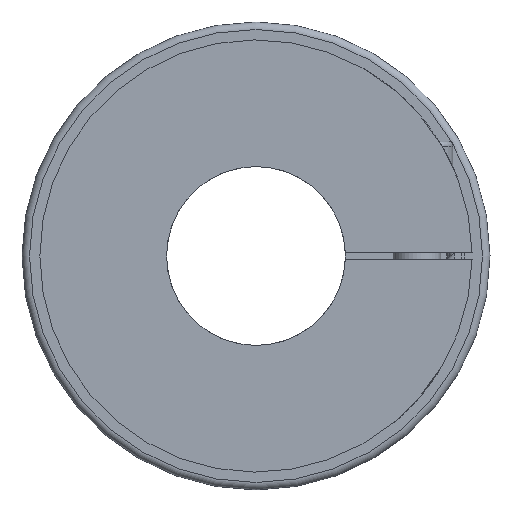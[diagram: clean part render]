
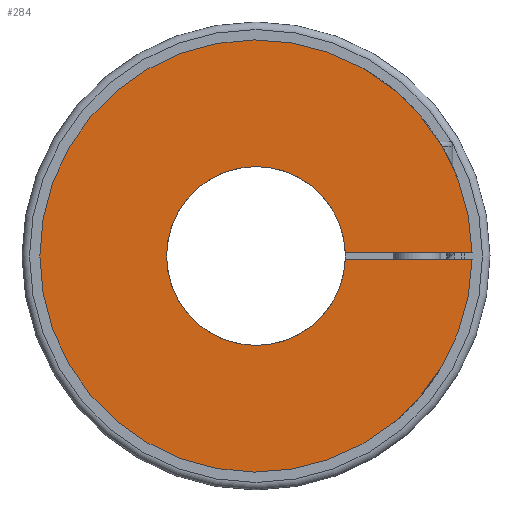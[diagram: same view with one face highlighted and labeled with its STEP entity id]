
A CAD part, left-side view. The second image highlights one B-rep face of the part: STEP entity #284.
In plain terms, the highlighted planar face has unit normal (-1, 0, 0).
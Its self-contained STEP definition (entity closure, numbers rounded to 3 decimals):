
#284 = ADVANCED_FACE( '', ( #657 ), #658, .F. );
#657 = FACE_OUTER_BOUND( '', #1096, .T. );
#658 = PLANE( '', #1097 );
#1096 = EDGE_LOOP( '', ( #1780, #1781, #1782, #1783 ) );
#1097 = AXIS2_PLACEMENT_3D( '', #1784, #1785, #1786 );
#1780 = ORIENTED_EDGE( '', *, *, #2222, .T. );
#1781 = ORIENTED_EDGE( '', *, *, #2206, .F. );
#1782 = ORIENTED_EDGE( '', *, *, #2311, .T. );
#1783 = ORIENTED_EDGE( '', *, *, #2109, .T. );
#1784 = CARTESIAN_POINT( '', ( -72.5, 0., 0. ) );
#1785 = DIRECTION( '', ( 1., 0., 0. ) );
#1786 = DIRECTION( '', ( 0., 0., 1. ) );
#2109 = EDGE_CURVE( '', #2426, #2424, #2427, .T. );
#2206 = EDGE_CURVE( '', #2582, #2583, #2584, .T. );
#2222 = EDGE_CURVE( '', #2424, #2583, #2607, .T. );
#2311 = EDGE_CURVE( '', #2582, #2426, #2731, .T. );
#2424 = VERTEX_POINT( '', #3681 );
#2426 = VERTEX_POINT( '', #3684 );
#2427 = CIRCLE( '', #3685, 72.5 );
#2582 = VERTEX_POINT( '', #4143 );
#2583 = VERTEX_POINT( '', #4144 );
#2584 = CIRCLE( '', #4145, 30. );
#2607 = LINE( '', #4173, #4174 );
#2731 = LINE( '', #4876, #4877 );
#3681 = CARTESIAN_POINT( '', ( -72.5, -72.49, -1.2 ) );
#3684 = CARTESIAN_POINT( '', ( -72.5, -72.49, 1.2 ) );
#3685 = AXIS2_PLACEMENT_3D( '', #4997, #4998, #4999 );
#4143 = CARTESIAN_POINT( '', ( -72.5, -29.976, 1.2 ) );
#4144 = CARTESIAN_POINT( '', ( -72.5, -29.976, -1.2 ) );
#4145 = AXIS2_PLACEMENT_3D( '', #5139, #5140, #5141 );
#4173 = CARTESIAN_POINT( '', ( -72.5, -35.98, -1.2 ) );
#4174 = VECTOR( '', #5162, 1000. );
#4876 = CARTESIAN_POINT( '', ( -72.5, -35.98, 1.2 ) );
#4877 = VECTOR( '', #5267, 1000. );
#4997 = CARTESIAN_POINT( '', ( -72.5, 0., 0. ) );
#4998 = DIRECTION( '', ( -1., 0., 0. ) );
#4999 = DIRECTION( '', ( 0., -1., 0. ) );
#5139 = CARTESIAN_POINT( '', ( -72.5, 0., 0. ) );
#5140 = DIRECTION( '', ( -1., 0., 0. ) );
#5141 = DIRECTION( '', ( 0., -1., 0. ) );
#5162 = DIRECTION( '', ( 0., 1., 0. ) );
#5267 = DIRECTION( '', ( 0., -1., 0. ) );
